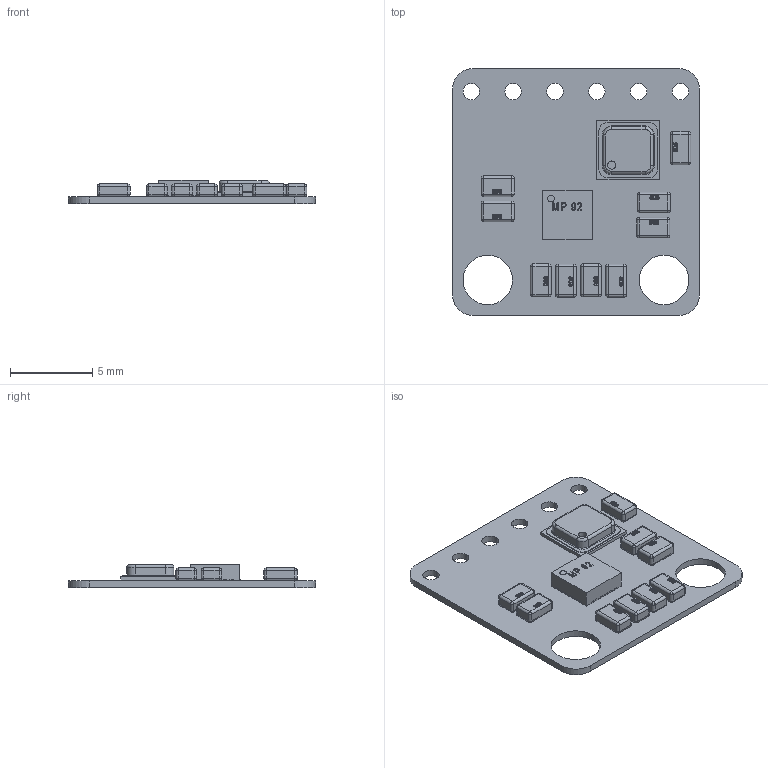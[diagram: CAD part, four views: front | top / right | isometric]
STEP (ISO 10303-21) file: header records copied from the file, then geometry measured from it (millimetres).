
FILE_DESCRIPTION (( 'STEP AP214' ), '1' );
FILE_NAME ('User Library-CJMCU-10DOF.STEP', '2019-01-29T20:24:41', ( '' ), ( '' ), 'SwSTEP 2.0', 'SolidWorks 2019', '' );
FILE_SCHEMA (( 'AUTOMOTIVE_DESIGN' ));
Length unit declared in the file: millimetre
Products named in the file (16): User Library-CJMCU-10DOF_Open CASCADE STEP translator 6.8 1.9; User Library-CJMCU-10DOF_MPU9250; User Library-CJMCU-10DOF_Board; User Library-CJMCU-10DOF_RES_0805; User Library-CJMCU-10DOF_CAP_0805; User Library-CJMCU-10DOF_User_Library-BMP180_F; User Library-CJMCU-10DOF_Open CASCADE STEP translator 6.8 1.2; User Library-CJMCU-10DOF_Open CASCADE STEP translator 6.8 1.6; User Library-CJMCU-10DOF_Open CASCADE STEP translator 6.8 1.4; User Library-CJMCU-10DOF_Open CASCADE STEP translator 6.8 1.10; User Library-CJMCU-10DOF_Open CASCADE STEP translator 6.8 1.8; User Library-CJMCU-10DOF_Open CASCADE STEP translator 6.8 1.7; User Library-CJMCU-10DOF_Open CASCADE STEP translator 6.8 1.5; User Library-CJMCU-10DOF_Open CASCADE STEP translator 6.8 1.3; User Library-CJMCU-10DOF; User Library-CJMCU-10DOF_Free-Models
Assembly tree (22 placements, depth 3):
  User Library-CJMCU-10DOF
    User Library-CJMCU-10DOF_Board
    User Library-CJMCU-10DOF_Open CASCADE STEP translator 6.8 1.2
      User Library-CJMCU-10DOF_CAP_0805
    User Library-CJMCU-10DOF_Open CASCADE STEP translator 6.8 1.3
      User Library-CJMCU-10DOF_RES_0805
    User Library-CJMCU-10DOF_Open CASCADE STEP translator 6.8 1.4
      User Library-CJMCU-10DOF_CAP_0805
    User Library-CJMCU-10DOF_Open CASCADE STEP translator 6.8 1.5
      User Library-CJMCU-10DOF_CAP_0805
    User Library-CJMCU-10DOF_Open CASCADE STEP translator 6.8 1.6
      User Library-CJMCU-10DOF_CAP_0805
    User Library-CJMCU-10DOF_Open CASCADE STEP translator 6.8 1.7
      User Library-CJMCU-10DOF_RES_0805
    User Library-CJMCU-10DOF_Open CASCADE STEP translator 6.8 1.8
      User Library-CJMCU-10DOF_RES_0805
    User Library-CJMCU-10DOF_Open CASCADE STEP translator 6.8 1.9
      User Library-CJMCU-10DOF_RES_0805
    User Library-CJMCU-10DOF_Open CASCADE STEP translator 6.8 1.10
      User Library-CJMCU-10DOF_RES_0805
    User Library-CJMCU-10DOF_Free-Models
      User Library-CJMCU-10DOF_User_Library-BMP180_F
      User Library-CJMCU-10DOF_MPU9250
Bounding box: 15 x 15 x 1.41 mm (x, y, z)
Volume: 119.4 mm3; surface area: 600.7 mm2
Topology: 12 solids, 12 shells, 1162 faces, 3038 edges, 1900 vertices
Faces by surface type: plane 532, bspline 387, cylinder 235, torus 8
Entity records: 31928 total; most frequent: CARTESIAN_POINT 8329, ORIENTED_EDGE 3496, DIRECTION 3094, EDGE_CURVE 1748, VECTOR 1288, LINE 1288, VERTEX_POINT 1144, AXIS2_PLACEMENT_3D 903
